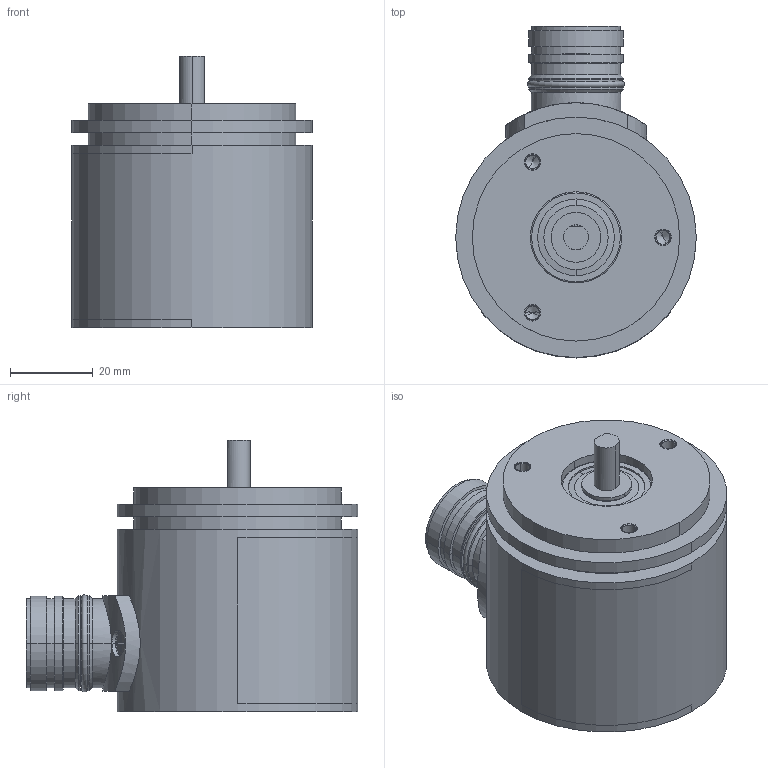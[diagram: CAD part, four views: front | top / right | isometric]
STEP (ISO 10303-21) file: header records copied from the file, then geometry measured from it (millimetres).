
FILE_DESCRIPTION((''),'2;1');
FILE_NAME('I58_01_','2014-09-09T',('lika51'),(''),'PRO/ENGINEER BY PARAMETRIC TECHNOLOGY CORPORATION, 2010180','PRO/ENGINEER BY PARAMETRIC TECHNOLOGY CORPORATION, 2010180','');
FILE_SCHEMA(('CONFIG_CONTROL_DESIGN'));
Length unit declared in the file: millimetre
Products named in the file (1): I58_01_
Bounding box: 58 x 80 x 65.5 mm (x, y, z)
Volume: 60743.5 mm3; surface area: 43497.4 mm2
Topology: 26 solids, 40 shells, 639 faces, 1473 edges, 896 vertices
Faces by surface type: cylinder 275, plane 173, cone 83, torus 52, sphere 32, bspline 24
Entity records: 18720 total; most frequent: CARTESIAN_POINT 4090, DIRECTION 3380, ORIENTED_EDGE 2738, AXIS2_PLACEMENT_3D 1417, EDGE_CURVE 1389, VERTEX_POINT 896, CIRCLE 801, EDGE_LOOP 751
